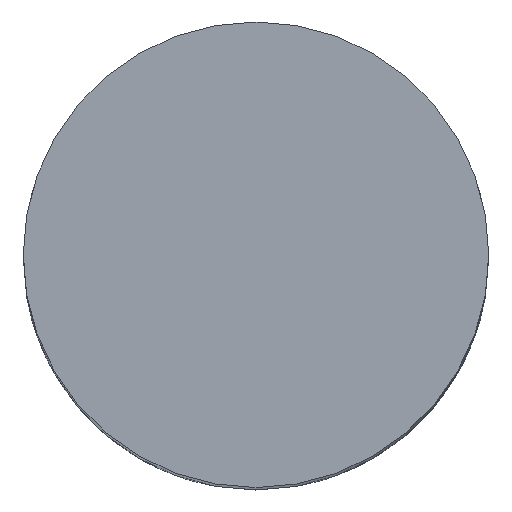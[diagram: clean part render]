
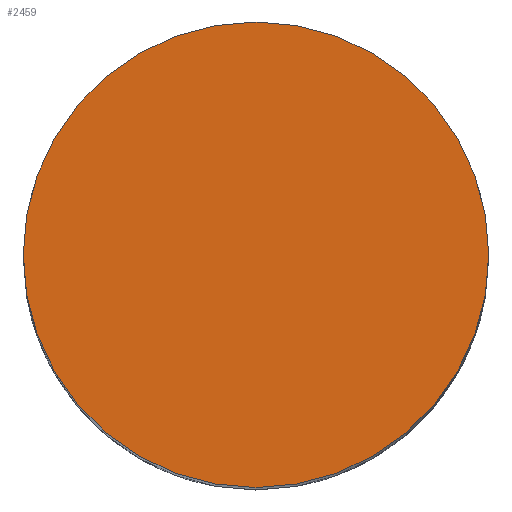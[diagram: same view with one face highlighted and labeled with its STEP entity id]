
A CAD part, top view. The second image highlights one B-rep face of the part: STEP entity #2459.
In plain terms, the highlighted planar face has unit normal (0, 0, 1).
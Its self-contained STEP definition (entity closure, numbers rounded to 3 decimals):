
#121 = AXIS2_PLACEMENT_3D ( 'NONE', #4322, #210, #2673 ) ;
#210 = DIRECTION ( 'NONE',  ( 0., 0., 1. ) ) ;
#371 = DIRECTION ( 'NONE',  ( 0., 0., -1. ) ) ;
#547 = PLANE ( 'NONE',  #121 ) ;
#890 = AXIS2_PLACEMENT_3D ( 'NONE', #3912, #1862, #4240 ) ;
#1008 = CIRCLE ( 'NONE', #3167, 20. ) ;
#1800 = VERTEX_POINT ( 'NONE', #4129 ) ;
#1862 = DIRECTION ( 'NONE',  ( 0., 0., -1. ) ) ;
#1942 = CIRCLE ( 'NONE', #890, 20. ) ;
#2011 = VERTEX_POINT ( 'NONE', #2270 ) ;
#2155 = FACE_OUTER_BOUND ( 'NONE', #3012, .T. ) ;
#2267 = ORIENTED_EDGE ( 'NONE', *, *, #3151, .F. ) ;
#2270 = CARTESIAN_POINT ( 'NONE',  ( -20., 0., 120. ) ) ;
#2459 = ADVANCED_FACE ( 'NONE', ( #2155 ), #547, .T. ) ;
#2484 = CARTESIAN_POINT ( 'NONE',  ( 0., 0., 120. ) ) ;
#2613 = EDGE_CURVE ( 'NONE', #1800, #2011, #1008, .T. ) ;
#2673 = DIRECTION ( 'NONE',  ( 1., 0., 0. ) ) ;
#2837 = DIRECTION ( 'NONE',  ( -1., 0., 0. ) ) ;
#2958 = ORIENTED_EDGE ( 'NONE', *, *, #2613, .F. ) ;
#3012 = EDGE_LOOP ( 'NONE', ( #2267, #2958 ) ) ;
#3151 = EDGE_CURVE ( 'NONE', #2011, #1800, #1942, .T. ) ;
#3167 = AXIS2_PLACEMENT_3D ( 'NONE', #2484, #371, #2837 ) ;
#3912 = CARTESIAN_POINT ( 'NONE',  ( 0., 0., 120. ) ) ;
#4129 = CARTESIAN_POINT ( 'NONE',  ( 20., 0., 120. ) ) ;
#4240 = DIRECTION ( 'NONE',  ( -1., 0., 0. ) ) ;
#4322 = CARTESIAN_POINT ( 'NONE',  ( 0., 20., 120. ) ) ;
